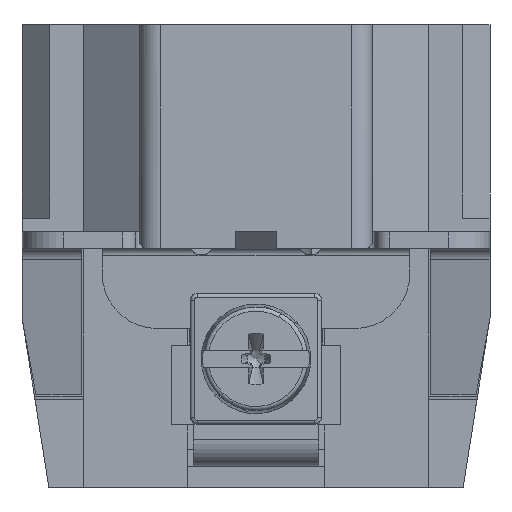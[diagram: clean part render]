
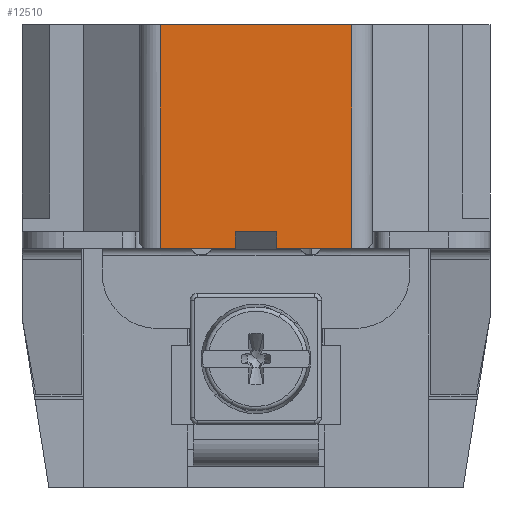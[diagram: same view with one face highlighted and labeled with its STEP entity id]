
A CAD part, front view. The second image highlights one B-rep face of the part: STEP entity #12510.
In plain terms, the highlighted planar face has unit normal (0, -1, 0).
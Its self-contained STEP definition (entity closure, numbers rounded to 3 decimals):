
#12458=AXIS2_PLACEMENT_3D('Plane Axis2P3D',#12455,#12456,#12457) ;
#8400=CARTESIAN_POINT('Vertex',(10.,0.3,33.5)) ;
#8403=CARTESIAN_POINT('Line Origine',(16.95,0.3,33.5)) ;
#8407=CARTESIAN_POINT('Vertex',(23.9,0.3,33.5)) ;
#12439=CARTESIAN_POINT('Vertex',(10.,0.3,17.3)) ;
#12442=CARTESIAN_POINT('Line Origine',(10.,0.3,25.4)) ;
#12455=CARTESIAN_POINT('Axis2P3D Location',(16.95,0.3,33.5)) ;
#12460=CARTESIAN_POINT('Line Origine',(23.9,0.3,25.4)) ;
#12464=CARTESIAN_POINT('Vertex',(23.9,0.3,17.3)) ;
#12467=CARTESIAN_POINT('Line Origine',(12.725,0.3,17.3)) ;
#12471=CARTESIAN_POINT('Vertex',(15.45,0.3,17.3)) ;
#12474=CARTESIAN_POINT('Line Origine',(15.45,0.3,17.9)) ;
#12478=CARTESIAN_POINT('Vertex',(15.45,0.3,18.5)) ;
#12481=CARTESIAN_POINT('Line Origine',(16.95,0.3,18.5)) ;
#12485=CARTESIAN_POINT('Vertex',(18.45,0.3,18.5)) ;
#12488=CARTESIAN_POINT('Line Origine',(18.45,0.3,17.9)) ;
#12492=CARTESIAN_POINT('Vertex',(18.45,0.3,17.3)) ;
#12495=CARTESIAN_POINT('Line Origine',(21.175,0.3,17.3)) ;
#8404=DIRECTION('Vector Direction',(-1.,0.,0.)) ;
#12443=DIRECTION('Vector Direction',(0.,0.,1.)) ;
#12456=DIRECTION('Axis2P3D Direction',(0.,1.,0.)) ;
#12457=DIRECTION('Axis2P3D XDirection',(0.,0.,-1.)) ;
#12461=DIRECTION('Vector Direction',(0.,0.,1.)) ;
#12468=DIRECTION('Vector Direction',(-1.,0.,0.)) ;
#12475=DIRECTION('Vector Direction',(0.,0.,1.)) ;
#12482=DIRECTION('Vector Direction',(1.,0.,0.)) ;
#12489=DIRECTION('Vector Direction',(0.,0.,1.)) ;
#12496=DIRECTION('Vector Direction',(-1.,0.,0.)) ;
#8405=VECTOR('Line Direction',#8404,1.) ;
#12444=VECTOR('Line Direction',#12443,1.) ;
#12462=VECTOR('Line Direction',#12461,1.) ;
#12469=VECTOR('Line Direction',#12468,1.) ;
#12476=VECTOR('Line Direction',#12475,1.) ;
#12483=VECTOR('Line Direction',#12482,1.) ;
#12490=VECTOR('Line Direction',#12489,1.) ;
#12497=VECTOR('Line Direction',#12496,1.) ;
#12501=ORIENTED_EDGE('',*,*,#12466,.T.) ;
#12502=ORIENTED_EDGE('',*,*,#8409,.T.) ;
#12503=ORIENTED_EDGE('',*,*,#12446,.F.) ;
#12504=ORIENTED_EDGE('',*,*,#12473,.F.) ;
#12505=ORIENTED_EDGE('',*,*,#12480,.T.) ;
#12506=ORIENTED_EDGE('',*,*,#12487,.T.) ;
#12507=ORIENTED_EDGE('',*,*,#12494,.F.) ;
#12508=ORIENTED_EDGE('',*,*,#12499,.F.) ;
#12510=ADVANCED_FACE('Hauptk\X2\00F6\X0\rper',(#12509),#12459,.F.) ;
#8409=EDGE_CURVE('',#8408,#8401,#8406,.T.) ;
#12446=EDGE_CURVE('',#12440,#8401,#12445,.T.) ;
#12466=EDGE_CURVE('',#12465,#8408,#12463,.T.) ;
#12473=EDGE_CURVE('',#12472,#12440,#12470,.T.) ;
#12480=EDGE_CURVE('',#12472,#12479,#12477,.T.) ;
#12487=EDGE_CURVE('',#12479,#12486,#12484,.T.) ;
#12494=EDGE_CURVE('',#12493,#12486,#12491,.T.) ;
#12499=EDGE_CURVE('',#12465,#12493,#12498,.T.) ;
#12500=EDGE_LOOP('',(#12501,#12502,#12503,#12504,#12505,#12506,#12507,#12508)) ;
#12509=FACE_OUTER_BOUND('',#12500,.T.) ;
#8406=LINE('Line',#8403,#8405) ;
#12445=LINE('Line',#12442,#12444) ;
#12463=LINE('Line',#12460,#12462) ;
#12470=LINE('Line',#12467,#12469) ;
#12477=LINE('Line',#12474,#12476) ;
#12484=LINE('Line',#12481,#12483) ;
#12491=LINE('Line',#12488,#12490) ;
#12498=LINE('Line',#12495,#12497) ;
#12459=PLANE('',#12458) ;
#8401=VERTEX_POINT('',#8400) ;
#8408=VERTEX_POINT('',#8407) ;
#12440=VERTEX_POINT('',#12439) ;
#12465=VERTEX_POINT('',#12464) ;
#12472=VERTEX_POINT('',#12471) ;
#12479=VERTEX_POINT('',#12478) ;
#12486=VERTEX_POINT('',#12485) ;
#12493=VERTEX_POINT('',#12492) ;
